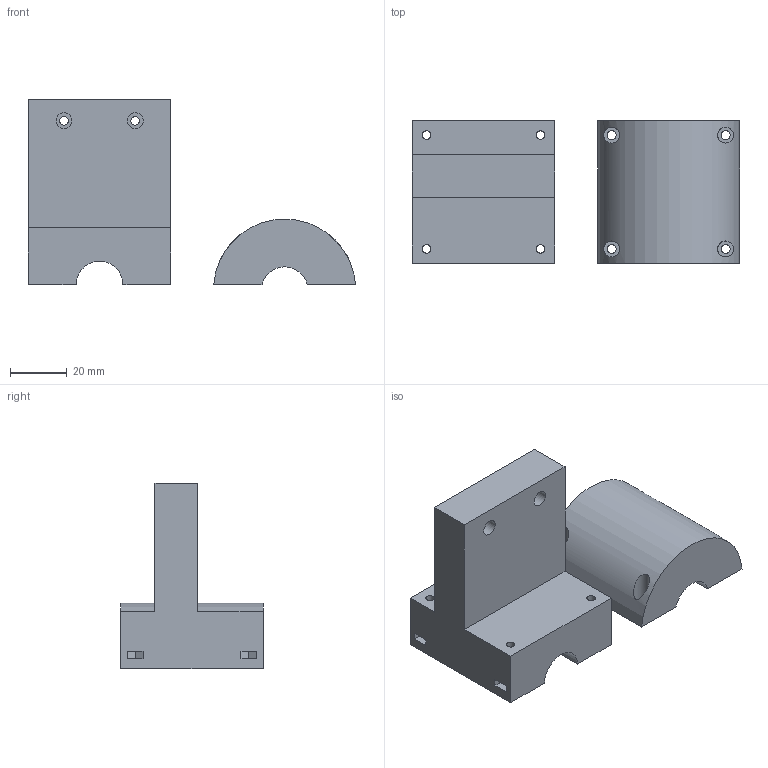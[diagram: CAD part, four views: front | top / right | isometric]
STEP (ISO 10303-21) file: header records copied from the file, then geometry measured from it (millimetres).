
FILE_DESCRIPTION(/* description */ (''),/* implementation_level */ '2;1');
FILE_NAME(/* name */ '',/* time_stamp */ '2025-11-29T17:00:56+09:00',/* author */ (''),/* organization */ (''),/* preprocessor_version */ 'ST-DEVELOPER v20.1',/* originating_system */ 'Autodesk Translation Framework v14.21.0.0',/* authorisation */ '');
FILE_SCHEMA (('AUTOMOTIVE_DESIGN { 1 0 10303 214 3 1 1 }'));
Length unit declared in the file: millimetre
Products named in the file (3): Waffle_PI_マイクベース; コンポーネント1; コンポーネント2
Assembly tree (2 placements, depth 2):
  Waffle_PI_マイクベース
    コンポーネント1
    コンポーネント2
Bounding box: 114.92 x 50 x 65 mm (x, y, z)
Volume: 116410.4 mm3; surface area: 25312.2 mm2
Topology: 2 solids, 2 shells, 68 faces, 166 edges, 112 vertices
Faces by surface type: plane 45, cylinder 23
Full cylindrical faces by diameter (mm): 3 x10, 3.2 x4, 5.6 x6
Entity records: 2288 total; most frequent: CARTESIAN_POINT 503, DIRECTION 346, ORIENTED_EDGE 332, EDGE_CURVE 166, LINE 116, VECTOR 116, AXIS2_PLACEMENT_3D 115, VERTEX_POINT 112
